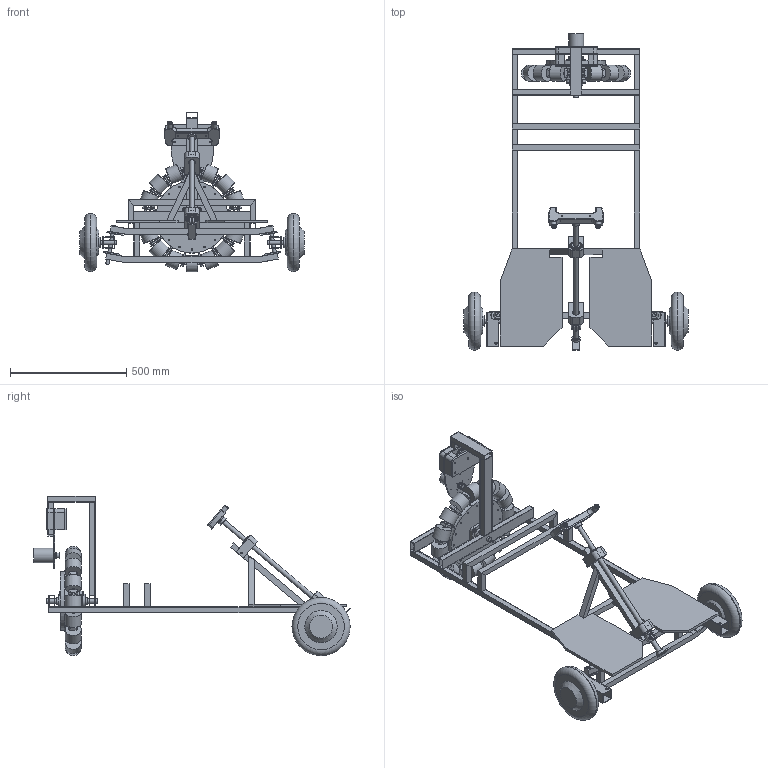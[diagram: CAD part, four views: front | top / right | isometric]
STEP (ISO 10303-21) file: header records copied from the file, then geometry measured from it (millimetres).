
FILE_DESCRIPTION(/* description */ (''),/* implementation_level */ '2;1');
FILE_NAME(/* name */ 'd68c041c-a45e-4192-b096-68c5afb2d972.stp',/* time_stamp */ '2022-07-16T14:07:53Z',/* author */ (''),/* organization */ (''),/* preprocessor_version */ 'ST-DEVELOPER v19',/* originating_system */ 'Autodesk Translation Framework v11.7.0.108',/* authorisation */ '');
FILE_SCHEMA (('AUTOMOTIVE_DESIGN { 1 0 10303 214 3 1 1 }'));
Products named in the file (6): Drifting02; drive; drive_Upper v2 v1; Wheel v1; wheels; spoke
Assembly tree (5 placements, depth 3):
  Drifting02
    drive
      drive_Upper v2 v1
    Wheel v1
      wheels
      spoke
Bounding box: 964 x 1360.29 x 685 mm (x, y, z)
Volume: 22098037.4 mm3; surface area: 4147018 mm2
Topology: 151 solids, 151 shells, 2185 faces, 5471 edges, 3630 vertices
Faces by surface type: plane 1519, cylinder 625, torus 18, cone 17, sphere 4, bspline 2
Full cylindrical faces by diameter (mm): 2.8 x4, 3 x18, 4 x20, 4.5 x6, 5 x8, 6 x36, 6.5 x25, 7.5 x4, 8 x50, 10 x2, 11.6 x8, 12 x9, 14 x8, 15 x2, 16 x6, 18 x8, 20 x10, 20.8 x1, 21 x4, 22 x2, 22.3 x2, 26 x2, 26.154 x1, 27 x2, 28 x7, 31 x2, 33 x1, 34.782 x1, 34.982 x1, 35 x3
Entity records: 66253 total; most frequent: CARTESIAN_POINT 12045, DIRECTION 11098, ORIENTED_EDGE 10942, EDGE_CURVE 5471, LINE 3854, VECTOR 3854, VERTEX_POINT 3630, AXIS2_PLACEMENT_3D 3622
